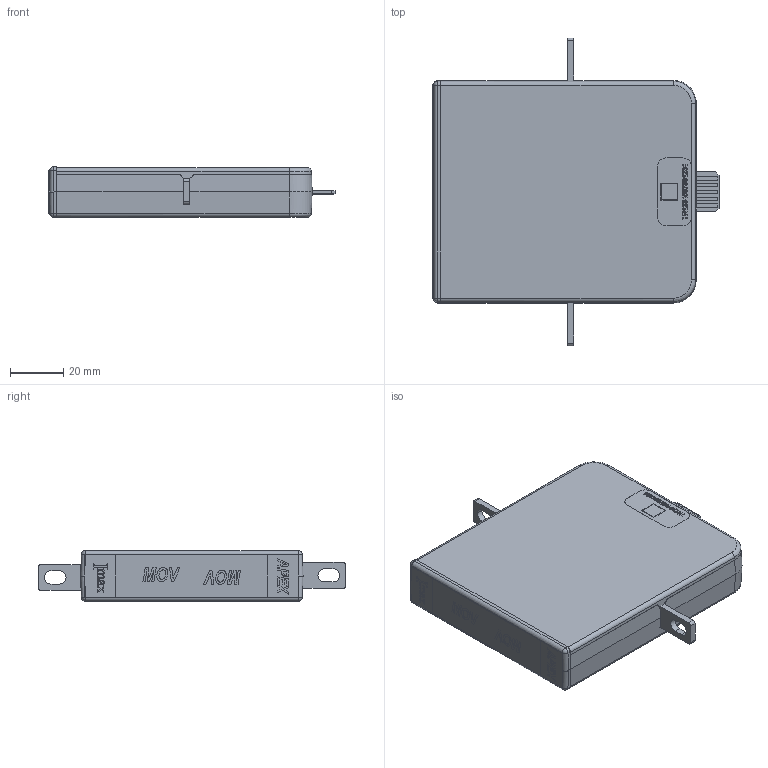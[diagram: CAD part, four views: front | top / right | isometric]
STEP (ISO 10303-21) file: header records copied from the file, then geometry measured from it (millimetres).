
FILE_DESCRIPTION (( 'STEP AP214' ), '1' );
FILE_NAME ('IMAX-120S-MR_2D.STEP', '2022-06-08T22:04:46', ( '' ), ( '' ), 'SwSTEP 2.0', 'SolidWorks 2021', '' );
FILE_SCHEMA (( 'AUTOMOTIVE_DESIGN' ));
Length unit declared in the file: inch
Products named in the file (12): 1000-1668; PEM FHL-632-8 ZI--S; 2105-357; 289-000-244; 289-000-245; Copy of 2105-357^2105-357; 2250-896; 2003-2211-9; 2200-487; 2003-1052-3; 289-000-108; IMAX-120S-MR_2D
Assembly tree (12 placements, depth 5):
  IMAX-120S-MR_2D
    1000-1668
      289-000-245
      289-000-108
      289-000-244
      2250-896
        2200-487
        2105-357  x2
          Copy of 2105-357^2105-357
          PEM FHL-632-8 ZI--S
      2003-1052-3
      2003-2211-9
Bounding box: 107.53 x 115.6 x 19.05 mm (x, y, z)
Volume: 49660.3 mm3; surface area: 64167.9 mm2
Topology: 10 solids, 10 shells, 2288 faces, 6109 edges, 3951 vertices
Faces by surface type: plane 1289, cylinder 426, bspline 381, cone 140, torus 48, sphere 4
Entity records: 94023 total; most frequent: CARTESIAN_POINT 31234, ORIENTED_EDGE 11300, DIRECTION 9201, EDGE_CURVE 5650, LINE 3951, VECTOR 3951, VERTEX_POINT 3674, AXIS2_PLACEMENT_3D 2625
